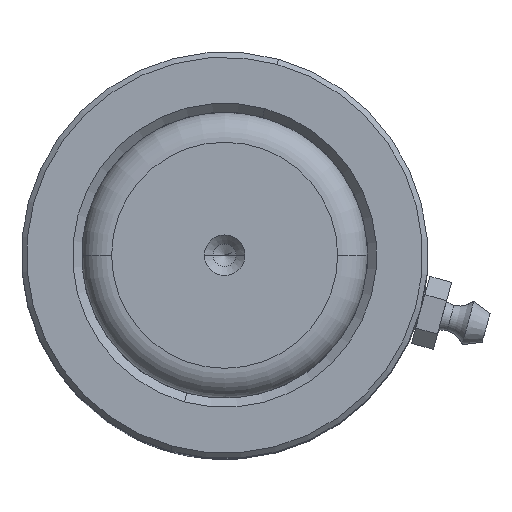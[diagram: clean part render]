
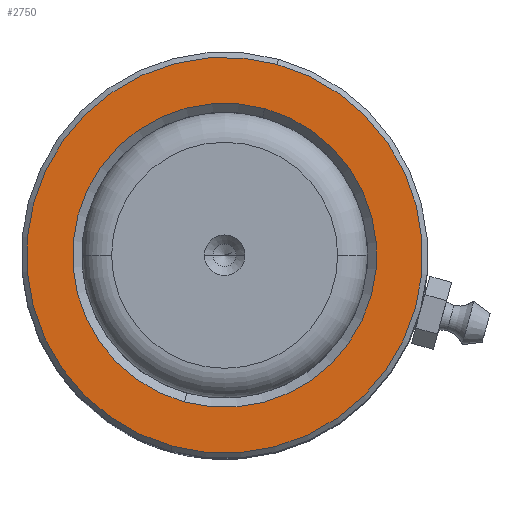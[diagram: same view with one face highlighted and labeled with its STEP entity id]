
A CAD part, top view. The second image highlights one B-rep face of the part: STEP entity #2750.
In plain terms, the highlighted planar face has unit normal (0, 0, 1).
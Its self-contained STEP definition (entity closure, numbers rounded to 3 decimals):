
#26 = CARTESIAN_POINT ( 'NONE',  ( 20.2, 0., 80. ) ) ;
#94 = CARTESIAN_POINT ( 'NONE',  ( 0., 0., 80. ) ) ;
#206 = VERTEX_POINT ( 'NONE', #7030 ) ;
#295 = AXIS2_PLACEMENT_3D ( 'NONE', #3110, #3197, #7303 ) ;
#380 = EDGE_CURVE ( 'NONE', #1617, #8700, #4454, .T. ) ;
#489 = VERTEX_POINT ( 'NONE', #4273 ) ;
#629 = ORIENTED_EDGE ( 'NONE', *, *, #3213, .T. ) ;
#1023 = EDGE_CURVE ( 'NONE', #489, #206, #1938, .T. ) ;
#1104 = AXIS2_PLACEMENT_3D ( 'NONE', #7428, #8764, #5927 ) ;
#1436 = EDGE_CURVE ( 'NONE', #8700, #1617, #6563, .T. ) ;
#1617 = VERTEX_POINT ( 'NONE', #3934 ) ;
#1642 = DIRECTION ( 'NONE',  ( 0., 0., 1. ) ) ;
#1727 = ORIENTED_EDGE ( 'NONE', *, *, #1023, .T. ) ;
#1938 = CIRCLE ( 'NONE', #5516, 26.3 ) ;
#2383 = EDGE_LOOP ( 'NONE', ( #629, #1727 ) ) ;
#2512 = CARTESIAN_POINT ( 'NONE',  ( 0., 0., 80. ) ) ;
#2542 = DIRECTION ( 'NONE',  ( 0., 0., -1. ) ) ;
#2565 = EDGE_LOOP ( 'NONE', ( #8274, #3282 ) ) ;
#2750 = ADVANCED_FACE ( 'NONE', ( #5448, #6208 ), #5351, .T. ) ;
#3110 = CARTESIAN_POINT ( 'NONE',  ( 0., 0., 80. ) ) ;
#3197 = DIRECTION ( 'NONE',  ( 0., 0., 1. ) ) ;
#3213 = EDGE_CURVE ( 'NONE', #206, #489, #6545, .T. ) ;
#3282 = ORIENTED_EDGE ( 'NONE', *, *, #380, .T. ) ;
#3470 = DIRECTION ( 'NONE',  ( 0., 0., -1. ) ) ;
#3934 = CARTESIAN_POINT ( 'NONE',  ( -20.2, 0., 80. ) ) ;
#4273 = CARTESIAN_POINT ( 'NONE',  ( 26.3, 0., 80. ) ) ;
#4454 = CIRCLE ( 'NONE', #6462, 20.2 ) ;
#5351 = PLANE ( 'NONE',  #1104 ) ;
#5448 = FACE_OUTER_BOUND ( 'NONE', #2383, .T. ) ;
#5516 = AXIS2_PLACEMENT_3D ( 'NONE', #7114, #1642, #5690 ) ;
#5690 = DIRECTION ( 'NONE',  ( 1., 0., 0. ) ) ;
#5927 = DIRECTION ( 'NONE',  ( 1., 0., 0. ) ) ;
#6208 = FACE_BOUND ( 'NONE', #2565, .T. ) ;
#6462 = AXIS2_PLACEMENT_3D ( 'NONE', #94, #3470, #8293 ) ;
#6545 = CIRCLE ( 'NONE', #295, 26.3 ) ;
#6563 = CIRCLE ( 'NONE', #7675, 20.2 ) ;
#7030 = CARTESIAN_POINT ( 'NONE',  ( -26.3, 0., 80. ) ) ;
#7114 = CARTESIAN_POINT ( 'NONE',  ( 0., 0., 80. ) ) ;
#7303 = DIRECTION ( 'NONE',  ( 1., 0., 0. ) ) ;
#7428 = CARTESIAN_POINT ( 'NONE',  ( 0., 0., 80. ) ) ;
#7675 = AXIS2_PLACEMENT_3D ( 'NONE', #2512, #2542, #8724 ) ;
#8274 = ORIENTED_EDGE ( 'NONE', *, *, #1436, .T. ) ;
#8293 = DIRECTION ( 'NONE',  ( 1., 0., 0. ) ) ;
#8700 = VERTEX_POINT ( 'NONE', #26 ) ;
#8724 = DIRECTION ( 'NONE',  ( 1., 0., 0. ) ) ;
#8764 = DIRECTION ( 'NONE',  ( 0., 0., 1. ) ) ;
